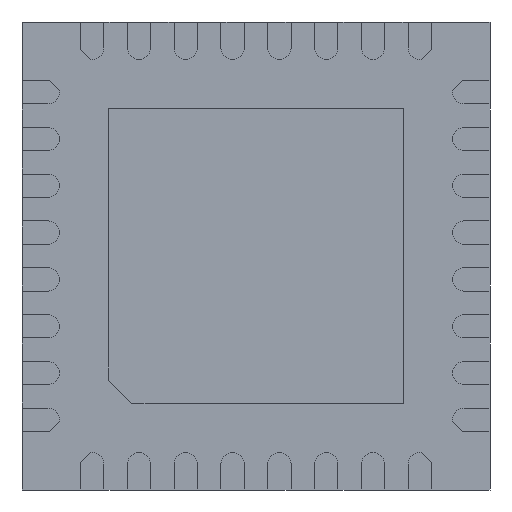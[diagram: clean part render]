
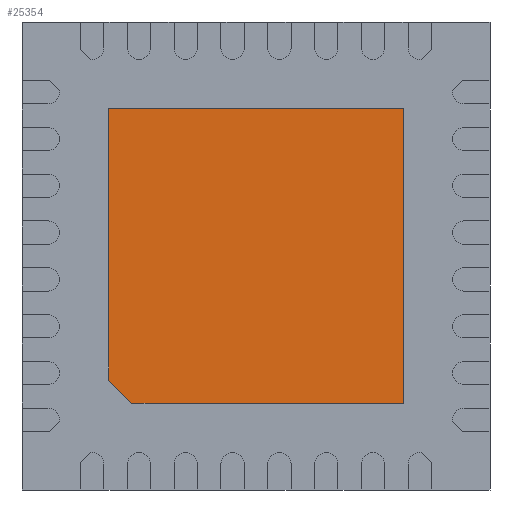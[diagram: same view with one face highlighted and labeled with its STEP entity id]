
A CAD part, front view. The second image highlights one B-rep face of the part: STEP entity #25354.
In plain terms, the highlighted planar face has unit normal (0, -1, 0).
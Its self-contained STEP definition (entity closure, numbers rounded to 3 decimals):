
#2334=FACE_OUTER_BOUND('',#3763,.T.);
#3763=EDGE_LOOP('',(#16907,#16908,#16909,#16910,#16911));
#5266=LINE('',#32374,#7770);
#5269=LINE('',#32380,#7773);
#5272=LINE('',#32386,#7776);
#5274=LINE('',#32390,#7778);
#5277=LINE('',#32395,#7781);
#7770=VECTOR('',#27924,1000.);
#7773=VECTOR('',#27929,1000.);
#7776=VECTOR('',#27934,1000.);
#7778=VECTOR('',#27938,1000.);
#7781=VECTOR('',#27943,1000.);
#10262=VERTEX_POINT('',#32371);
#10263=VERTEX_POINT('',#32373);
#10265=VERTEX_POINT('',#32379);
#10267=VERTEX_POINT('',#32385);
#10268=VERTEX_POINT('',#32389);
#12900=EDGE_CURVE('',#10263,#10262,#5266,.T.);
#12903=EDGE_CURVE('',#10265,#10263,#5269,.T.);
#12906=EDGE_CURVE('',#10267,#10265,#5272,.T.);
#12908=EDGE_CURVE('',#10268,#10267,#5274,.T.);
#12911=EDGE_CURVE('',#10262,#10268,#5277,.T.);
#16907=ORIENTED_EDGE('',*,*,#12900,.T.);
#16908=ORIENTED_EDGE('',*,*,#12911,.T.);
#16909=ORIENTED_EDGE('',*,*,#12908,.T.);
#16910=ORIENTED_EDGE('',*,*,#12906,.T.);
#16911=ORIENTED_EDGE('',*,*,#12903,.T.);
#24623=PLANE('',#26843);
#25354=ADVANCED_FACE('',(#2334),#24623,.T.);
#26843=AXIS2_PLACEMENT_3D('',#32394,#27941,#27942);
#27924=DIRECTION('',(0.,0.,-1.));
#27929=DIRECTION('',(-1.,0.,0.));
#27934=DIRECTION('',(0.,0.,1.));
#27938=DIRECTION('',(1.,0.,0.));
#27941=DIRECTION('center_axis',(0.,-1.,0.));
#27942=DIRECTION('ref_axis',(0.,0.,-1.));
#27943=DIRECTION('',(0.707,0.,-0.707));
#32371=CARTESIAN_POINT('',(-1.575,0.,-1.325));
#32373=CARTESIAN_POINT('',(-1.575,0.,1.575));
#32374=CARTESIAN_POINT('',(-1.575,0.,-1.575));
#32379=CARTESIAN_POINT('',(1.575,0.,1.575));
#32380=CARTESIAN_POINT('',(1.575,0.,1.575));
#32385=CARTESIAN_POINT('',(1.575,0.,-1.575));
#32386=CARTESIAN_POINT('',(1.575,0.,-1.575));
#32389=CARTESIAN_POINT('',(-1.325,0.,-1.575));
#32390=CARTESIAN_POINT('',(1.575,0.,-1.575));
#32394=CARTESIAN_POINT('Origin',(0.,0.,0.));
#32395=CARTESIAN_POINT('',(-1.45,0.,-1.45));
